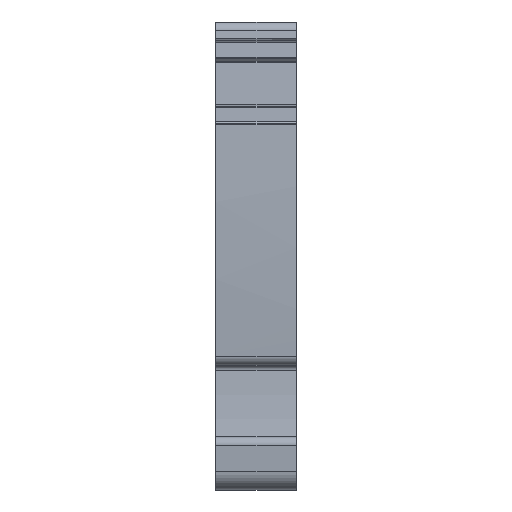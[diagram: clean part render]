
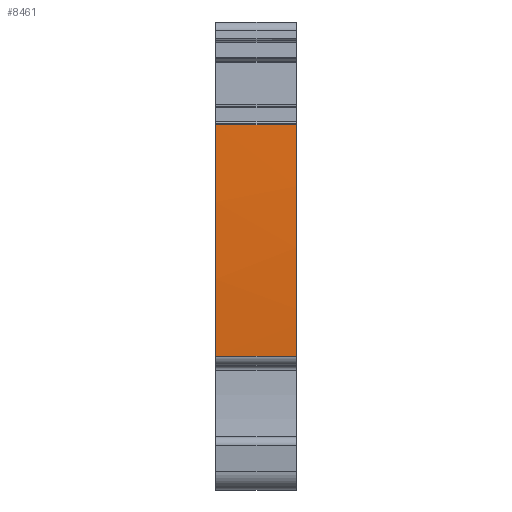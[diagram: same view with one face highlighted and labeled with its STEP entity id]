
A CAD part, front view. The second image highlights one B-rep face of the part: STEP entity #8461.
In plain terms, the highlighted cylindrical face has radius 180 mm (diameter 360 mm), a partial arc.
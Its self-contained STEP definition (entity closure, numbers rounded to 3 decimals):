
#1468=AXIS2_PLACEMENT_3D('Circle Axis2P3D',#1466,#1467,$) ;
#2522=AXIS2_PLACEMENT_3D('Circle Axis2P3D',#2520,#2521,$) ;
#2529=AXIS2_PLACEMENT_3D('Circle Axis2P3D',#2527,#2528,$) ;
#2536=AXIS2_PLACEMENT_3D('Circle Axis2P3D',#2534,#2535,$) ;
#8446=AXIS2_PLACEMENT_3D('Cylinder Axis2P3D',#8443,#8444,#8445) ;
#1463=CARTESIAN_POINT('Vertex',(0.,1.51,13.384)) ;
#1466=CARTESIAN_POINT('Axis2P3D Location',(0.,181.119,25.25)) ;
#1470=CARTESIAN_POINT('Vertex',(0.,1.471,36.509)) ;
#2517=CARTESIAN_POINT('Vertex',(8.1,1.471,36.509)) ;
#2520=CARTESIAN_POINT('Axis2P3D Location',(8.1,181.119,25.25)) ;
#2524=CARTESIAN_POINT('Vertex',(8.1,1.26,18.107)) ;
#2527=CARTESIAN_POINT('Axis2P3D Location',(8.1,187.847,25.517)) ;
#2531=CARTESIAN_POINT('Vertex',(8.1,1.261,18.1)) ;
#2534=CARTESIAN_POINT('Axis2P3D Location',(8.1,181.119,25.25)) ;
#2538=CARTESIAN_POINT('Vertex',(8.1,1.51,13.384)) ;
#8430=CARTESIAN_POINT('Line Origine',(4.05,1.51,13.384)) ;
#8443=CARTESIAN_POINT('Axis2P3D Location',(4.05,181.119,25.25)) ;
#8448=CARTESIAN_POINT('Line Origine',(4.05,1.471,36.509)) ;
#1467=DIRECTION('Axis2P3D Direction',(1.,0.,0.)) ;
#2521=DIRECTION('Axis2P3D Direction',(1.,0.,0.)) ;
#2528=DIRECTION('Axis2P3D Direction',(1.,0.,0.)) ;
#2535=DIRECTION('Axis2P3D Direction',(1.,0.,0.)) ;
#8431=DIRECTION('Vector Direction',(1.,0.,0.)) ;
#8444=DIRECTION('Axis2P3D Direction',(1.,0.,0.)) ;
#8445=DIRECTION('Axis2P3D XDirection',(0.,-0.993,0.115)) ;
#8449=DIRECTION('Vector Direction',(1.,0.,0.)) ;
#8432=VECTOR('Line Direction',#8431,1.) ;
#8450=VECTOR('Line Direction',#8449,1.) ;
#8454=ORIENTED_EDGE('',*,*,#1472,.T.) ;
#8455=ORIENTED_EDGE('',*,*,#8434,.T.) ;
#8456=ORIENTED_EDGE('',*,*,#2540,.F.) ;
#8457=ORIENTED_EDGE('',*,*,#2533,.F.) ;
#8458=ORIENTED_EDGE('',*,*,#2526,.F.) ;
#8459=ORIENTED_EDGE('',*,*,#8452,.F.) ;
#8461=ADVANCED_FACE('MLD',(#8460),#8447,.T.) ;
#1469=CIRCLE('generated circle',#1468,180.) ;
#2523=CIRCLE('generated circle',#2522,180.) ;
#2530=CIRCLE('generated circle',#2529,186.733) ;
#2537=CIRCLE('generated circle',#2536,180.) ;
#8447=CYLINDRICAL_SURFACE('generated cylinder',#8446,180.) ;
#1472=EDGE_CURVE('',#1471,#1464,#1469,.T.) ;
#2526=EDGE_CURVE('',#2518,#2525,#2523,.T.) ;
#2533=EDGE_CURVE('',#2525,#2532,#2530,.T.) ;
#2540=EDGE_CURVE('',#2532,#2539,#2537,.T.) ;
#8434=EDGE_CURVE('',#1464,#2539,#8433,.T.) ;
#8452=EDGE_CURVE('',#1471,#2518,#8451,.T.) ;
#8453=EDGE_LOOP('',(#8454,#8455,#8456,#8457,#8458,#8459)) ;
#8460=FACE_OUTER_BOUND('',#8453,.T.) ;
#8433=LINE('Line',#8430,#8432) ;
#8451=LINE('Line',#8448,#8450) ;
#1464=VERTEX_POINT('',#1463) ;
#1471=VERTEX_POINT('',#1470) ;
#2518=VERTEX_POINT('',#2517) ;
#2525=VERTEX_POINT('',#2524) ;
#2532=VERTEX_POINT('',#2531) ;
#2539=VERTEX_POINT('',#2538) ;
